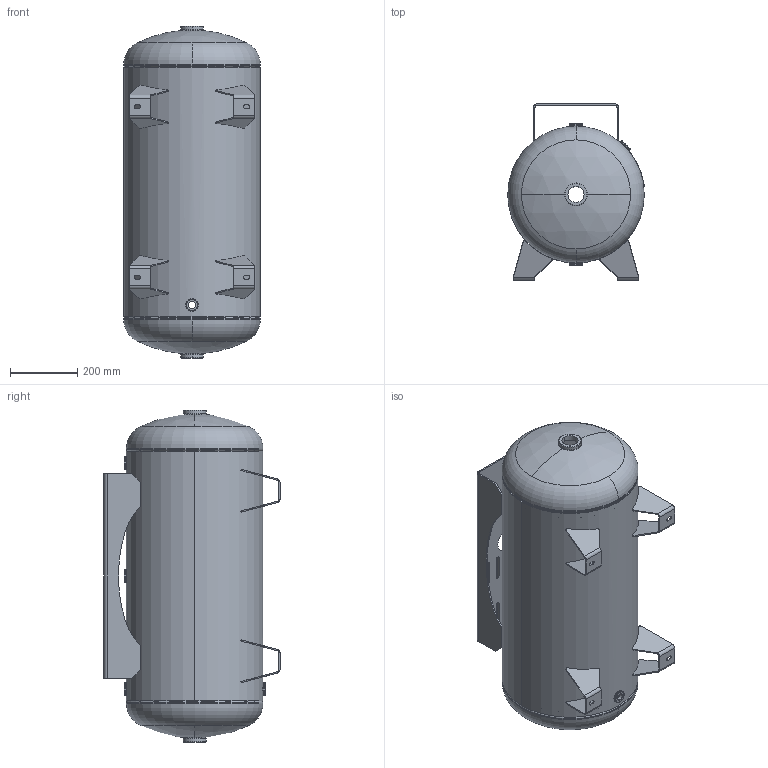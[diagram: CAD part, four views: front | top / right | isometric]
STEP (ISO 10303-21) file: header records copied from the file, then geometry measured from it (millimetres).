
FILE_DESCRIPTION (( 'STEP AP203' ), '1' );
FILE_NAME ('302470.STEP', '2012-03-06T17:17:38', ( '' ), ( '' ), 'SwSTEP 2.0', 'SolidWorks 2011', '' );
FILE_SCHEMA (( 'CONFIG_CONTROL_DESIGN' ));
Length unit declared in the file: inch
Products named in the file (1): 302470
Bounding box: 406.4 x 524.42 x 989.03 mm (x, y, z)
Surface area: 3113182.7 mm2 (no closed solid volume)
Topology: 0 solids, 28 shells, 350 faces, 926 edges, 583 vertices
Faces by surface type: cylinder 151, plane 136, torus 46, bspline 11, sphere 6
Full cylindrical faces by diameter (mm): 399.999 x1, 406.4 x1
Entity records: 13062 total; most frequent: CARTESIAN_POINT 4156, DIRECTION 1972, ORIENTED_EDGE 1673, EDGE_CURVE 926, AXIS2_PLACEMENT_3D 762, VERTEX_POINT 583, LINE 448, VECTOR 448
